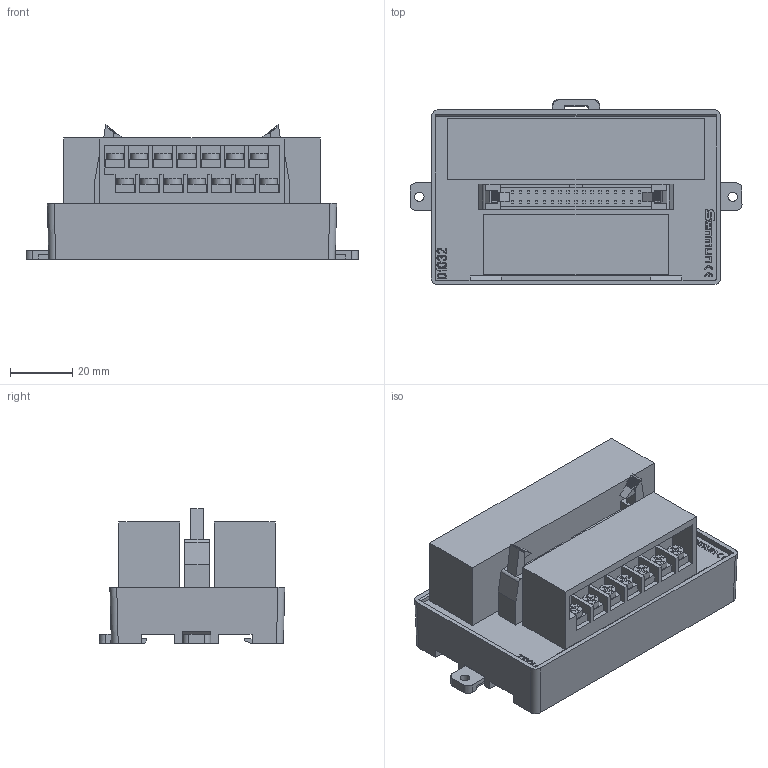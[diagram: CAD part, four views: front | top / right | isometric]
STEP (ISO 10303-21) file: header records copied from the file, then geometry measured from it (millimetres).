
FILE_DESCRIPTION(/* description */ (''),/* implementation_level */ '2;1');
FILE_NAME(/* name */ 'D1032-E.stp',/* time_stamp */ '2024-08-08T10:57:21+08:00',/* author */ (''),/* organization */ (''),/* preprocessor_version */ 'ST-DEVELOPER v14',/* originating_system */ 'SIEMENS PLM Software NX 8.0',/* authorisation */ '');
FILE_SCHEMA (('AUTOMOTIVE_DESIGN { 1 0 10303 214 3 1 1 1 }'));
Length unit declared in the file: millimetre
Products named in the file (1): D1032-E 3D_stp
Bounding box: 106.5 x 59.51 x 43.25 mm (x, y, z)
Volume: 124128.8 mm3; surface area: 43337.6 mm2
Topology: 3 solids, 3 shells, 1443 faces, 3796 edges, 2526 vertices
Faces by surface type: plane 1345, cylinder 83, extrusion 13, bspline 2
Full cylindrical faces by diameter (mm): 3 x2, 5.3 x34
Entity records: 45212 total; most frequent: CARTESIAN_POINT 8557, ORIENTED_EDGE 7516, DIRECTION 6771, EDGE_CURVE 3758, VECTOR 3569, LINE 3556, VERTEX_POINT 2526, EDGE_LOOP 1658
